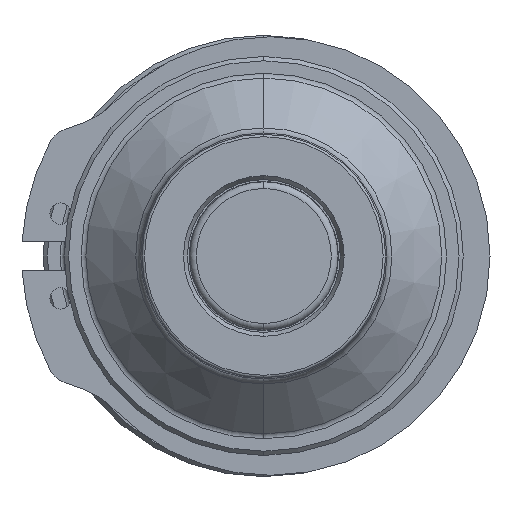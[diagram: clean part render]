
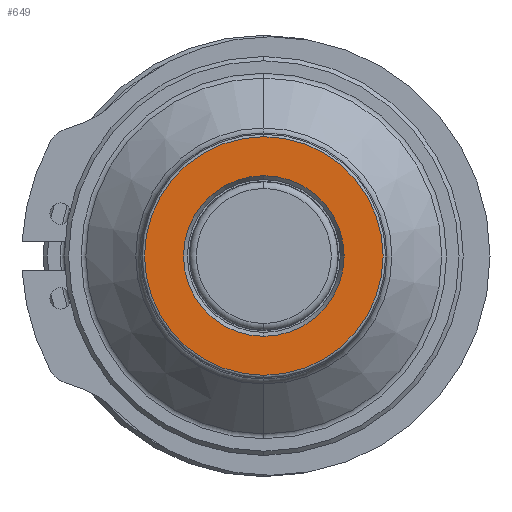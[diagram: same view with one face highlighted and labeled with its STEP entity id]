
A CAD part, left-side view. The second image highlights one B-rep face of the part: STEP entity #649.
In plain terms, the highlighted planar face has unit normal (-1, 0, 0).
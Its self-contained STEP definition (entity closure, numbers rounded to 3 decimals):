
#95 = VERTEX_POINT ( 'NONE', #2091 ) ;
#133 = VERTEX_POINT ( 'NONE', #2033 ) ;
#380 = CIRCLE ( 'NONE', #3999, 14.055 ) ;
#398 = CIRCLE ( 'NONE', #4010, 9.462 ) ;
#494 = CIRCLE ( 'NONE', #4057, 9.462 ) ;
#495 = CIRCLE ( 'NONE', #4058, 14.055 ) ;
#649 = ADVANCED_FACE ( 'NONE', ( #1314, #1315 ), #4262, .T. ) ;
#1314 = FACE_BOUND ( 'NONE', #3190, .T. ) ;
#1315 = FACE_OUTER_BOUND ( 'NONE', #3189, .T. ) ;
#1590 = CARTESIAN_POINT ( 'NONE',  ( -67., 0., 0. ) ) ;
#1591 = DIRECTION ( 'NONE',  ( 1., 0., 0. ) ) ;
#1592 = DIRECTION ( 'NONE',  ( 0., 0., -1. ) ) ;
#1626 = CARTESIAN_POINT ( 'NONE',  ( -67., 0., 0. ) ) ;
#1627 = DIRECTION ( 'NONE',  ( 1., 0., 0. ) ) ;
#1628 = DIRECTION ( 'NONE',  ( 0., 0., -1. ) ) ;
#2033 = CARTESIAN_POINT ( 'NONE',  ( -67., 0., -14.055 ) ) ;
#2091 = CARTESIAN_POINT ( 'NONE',  ( -67., 0., 14.055 ) ) ;
#2273 = CARTESIAN_POINT ( 'NONE',  ( -67., 0., 0. ) ) ;
#2274 = DIRECTION ( 'NONE',  ( 1., 0., 0. ) ) ;
#2275 = DIRECTION ( 'NONE',  ( 0., 0., -1. ) ) ;
#2721 = CARTESIAN_POINT ( 'NONE',  ( -67., 0., -9.462 ) ) ;
#2723 = CARTESIAN_POINT ( 'NONE',  ( -67., 0., 9.462 ) ) ;
#3098 = ORIENTED_EDGE ( 'NONE', *, *, #3695, .T. ) ;
#3122 = ORIENTED_EDGE ( 'NONE', *, *, #3587, .T. ) ;
#3124 = ORIENTED_EDGE ( 'NONE', *, *, #3696, .F. ) ;
#3143 = ORIENTED_EDGE ( 'NONE', *, *, #3569, .F. ) ;
#3189 = EDGE_LOOP ( 'NONE', ( #3143, #3124 ) ) ;
#3190 = EDGE_LOOP ( 'NONE', ( #3122, #3098 ) ) ;
#3357 = VERTEX_POINT ( 'NONE', #2721 ) ;
#3359 = VERTEX_POINT ( 'NONE', #2723 ) ;
#3569 = EDGE_CURVE ( 'NONE', #133, #95, #380, .T. ) ;
#3587 = EDGE_CURVE ( 'NONE', #3359, #3357, #398, .T. ) ;
#3695 = EDGE_CURVE ( 'NONE', #3357, #3359, #494, .T. ) ;
#3696 = EDGE_CURVE ( 'NONE', #95, #133, #495, .T. ) ;
#3824 = AXIS2_PLACEMENT_3D ( 'NONE', #4263, #4264, #4265 ) ;
#3999 = AXIS2_PLACEMENT_3D ( 'NONE', #4220, #4221, #4222 ) ;
#4010 = AXIS2_PLACEMENT_3D ( 'NONE', #2273, #2274, #2275 ) ;
#4057 = AXIS2_PLACEMENT_3D ( 'NONE', #1590, #1591, #1592 ) ;
#4058 = AXIS2_PLACEMENT_3D ( 'NONE', #1626, #1627, #1628 ) ;
#4220 = CARTESIAN_POINT ( 'NONE',  ( -67., 0., 0. ) ) ;
#4221 = DIRECTION ( 'NONE',  ( 1., 0., 0. ) ) ;
#4222 = DIRECTION ( 'NONE',  ( 0., 0., -1. ) ) ;
#4262 = PLANE ( 'NONE',  #3824 ) ;
#4263 = CARTESIAN_POINT ( 'NONE',  ( -67., 14.055, 0. ) ) ;
#4264 = DIRECTION ( 'NONE',  ( -1., 0., 0. ) ) ;
#4265 = DIRECTION ( 'NONE',  ( 0., 0., 1. ) ) ;
